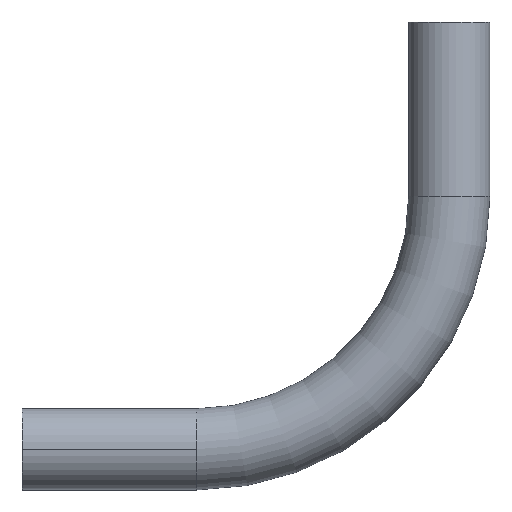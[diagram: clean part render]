
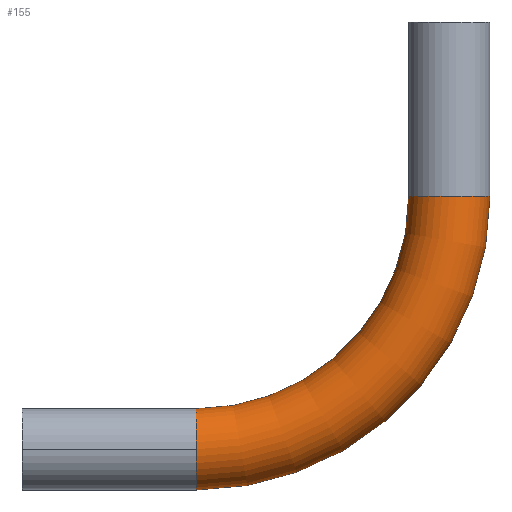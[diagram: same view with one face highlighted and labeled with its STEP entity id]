
A CAD part, top view. The second image highlights one B-rep face of the part: STEP entity #155.
In plain terms, the highlighted toroidal (fillet/blend) face has major radius 356 mm and minor radius 57.15 mm.
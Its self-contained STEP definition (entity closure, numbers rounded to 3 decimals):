
#3 = DIRECTION ( 'NONE',  ( 0., 0., -1. ) ) ;
#10 = CIRCLE ( 'NONE', #172, 298.85 ) ;
#13 = CARTESIAN_POINT ( 'NONE',  ( 245., 356., 0. ) ) ;
#15 = CARTESIAN_POINT ( 'NONE',  ( 245., 57.15, 0. ) ) ;
#34 = ORIENTED_EDGE ( 'NONE', *, *, #394, .T. ) ;
#45 = EDGE_CURVE ( 'NONE', #411, #259, #254, .T. ) ;
#48 = CARTESIAN_POINT ( 'NONE',  ( 245., 356., 0. ) ) ;
#55 = VERTEX_POINT ( 'NONE', #306 ) ;
#58 = DIRECTION ( 'NONE',  ( 0., 0., -1. ) ) ;
#83 = AXIS2_PLACEMENT_3D ( 'NONE', #136, #210, #444 ) ;
#89 = CARTESIAN_POINT ( 'NONE',  ( 245., 356., 0. ) ) ;
#136 = CARTESIAN_POINT ( 'NONE',  ( 245., 0., 0. ) ) ;
#155 = ADVANCED_FACE ( 'NONE', ( #239 ), #399, .T. ) ;
#162 = DIRECTION ( 'NONE',  ( -1., 0., 0. ) ) ;
#167 = DIRECTION ( 'NONE',  ( -1., 0., 0. ) ) ;
#172 = AXIS2_PLACEMENT_3D ( 'NONE', #89, #197, #322 ) ;
#188 = DIRECTION ( 'NONE',  ( 1., 0., 0. ) ) ;
#191 = EDGE_CURVE ( 'NONE', #220, #290, #10, .T. ) ;
#197 = DIRECTION ( 'NONE',  ( 0., 0., -1. ) ) ;
#198 = AXIS2_PLACEMENT_3D ( 'NONE', #451, #221, #410 ) ;
#210 = DIRECTION ( 'NONE',  ( 1., 0., 0. ) ) ;
#220 = VERTEX_POINT ( 'NONE', #354 ) ;
#221 = DIRECTION ( 'NONE',  ( 0., 1., 0. ) ) ;
#239 = FACE_OUTER_BOUND ( 'NONE', #252, .T. ) ;
#252 = EDGE_LOOP ( 'NONE', ( #338, #298, #376, #34, #378 ) ) ;
#254 = CIRCLE ( 'NONE', #404, 57.15 ) ;
#257 = EDGE_CURVE ( 'NONE', #55, #259, #331, .T. ) ;
#259 = VERTEX_POINT ( 'NONE', #435 ) ;
#278 = DIRECTION ( 'NONE',  ( 0., 0., -1. ) ) ;
#290 = VERTEX_POINT ( 'NONE', #15 ) ;
#298 = ORIENTED_EDGE ( 'NONE', *, *, #362, .F. ) ;
#306 = CARTESIAN_POINT ( 'NONE',  ( 658.15, 356., 0. ) ) ;
#322 = DIRECTION ( 'NONE',  ( -1., 0., 0. ) ) ;
#331 = CIRCLE ( 'NONE', #442, 413.15 ) ;
#338 = ORIENTED_EDGE ( 'NONE', *, *, #257, .F. ) ;
#354 = CARTESIAN_POINT ( 'NONE',  ( 543.85, 356., 0. ) ) ;
#362 = EDGE_CURVE ( 'NONE', #220, #55, #370, .T. ) ;
#370 = CIRCLE ( 'NONE', #198, 57.15 ) ;
#372 = CARTESIAN_POINT ( 'NONE',  ( 245., 0., 57.15 ) ) ;
#376 = ORIENTED_EDGE ( 'NONE', *, *, #191, .T. ) ;
#378 = ORIENTED_EDGE ( 'NONE', *, *, #45, .T. ) ;
#382 = CARTESIAN_POINT ( 'NONE',  ( 245., 0., 0. ) ) ;
#394 = EDGE_CURVE ( 'NONE', #290, #411, #479, .T. ) ;
#399 = TOROIDAL_SURFACE ( 'NONE', #482, 356., 57.15 ) ;
#404 = AXIS2_PLACEMENT_3D ( 'NONE', #382, #188, #3 ) ;
#410 = DIRECTION ( 'NONE',  ( -1., 0., 0. ) ) ;
#411 = VERTEX_POINT ( 'NONE', #372 ) ;
#435 = CARTESIAN_POINT ( 'NONE',  ( 245., -57.15, 0. ) ) ;
#442 = AXIS2_PLACEMENT_3D ( 'NONE', #13, #278, #162 ) ;
#444 = DIRECTION ( 'NONE',  ( 0., 0., -1. ) ) ;
#451 = CARTESIAN_POINT ( 'NONE',  ( 601., 356., 0. ) ) ;
#479 = CIRCLE ( 'NONE', #83, 57.15 ) ;
#482 = AXIS2_PLACEMENT_3D ( 'NONE', #48, #58, #167 ) ;
